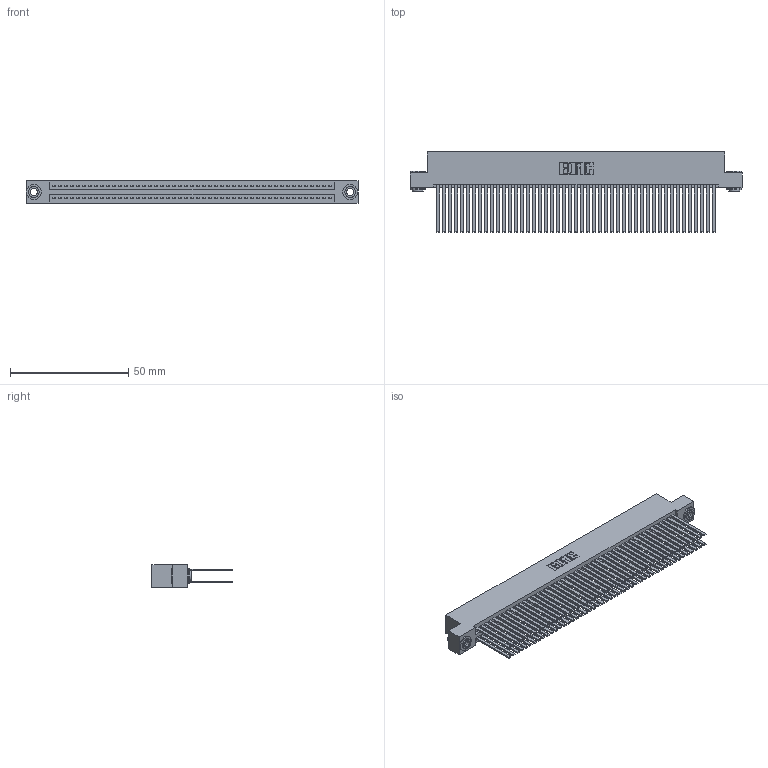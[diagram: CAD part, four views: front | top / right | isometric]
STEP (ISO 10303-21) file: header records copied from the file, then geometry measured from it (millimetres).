
FILE_DESCRIPTION (( 'STEP AP203' ), '1' );
FILE_NAME ('345-094-544-203.STEP', '2018-10-05T01:18:17', ( '' ), ( '' ), 'SwSTEP 2.0', 'SolidWorks 2016', '' );
FILE_SCHEMA (( 'CONFIG_CONTROL_DESIGN' ));
Length unit declared in the file: inch
Products named in the file (4): 345 Part_Flush Mounting Lugs - 0.156 Dia-TH; 345-250-002_345-250-002-102; 345-094-544-203; 345-292-001_345-293-144
Assembly tree (97 placements, depth 2):
  345-094-544-203
    345 Part_Flush Mounting Lugs - 0.156 Dia-TH
    345-292-001_345-293-144  x94
    345-250-002_345-250-002-102  x2
Bounding box: 140.59 x 33.96 x 9.4 mm (x, y, z)
Volume: 15040.5 mm3; surface area: 26396.2 mm2
Topology: 97 solids, 97 shells, 4300 faces, 12731 edges, 8358 vertices
Faces by surface type: plane 2816, cylinder 1476, cone 8
Entity records: 36670 total; most frequent: CARTESIAN_POINT 6115, ORIENTED_EDGE 6042, DIRECTION 5415, EDGE_CURVE 3021, VECTOR 2681, LINE 2681, VERTEX_POINT 2010, AXIS2_PLACEMENT_3D 1367
